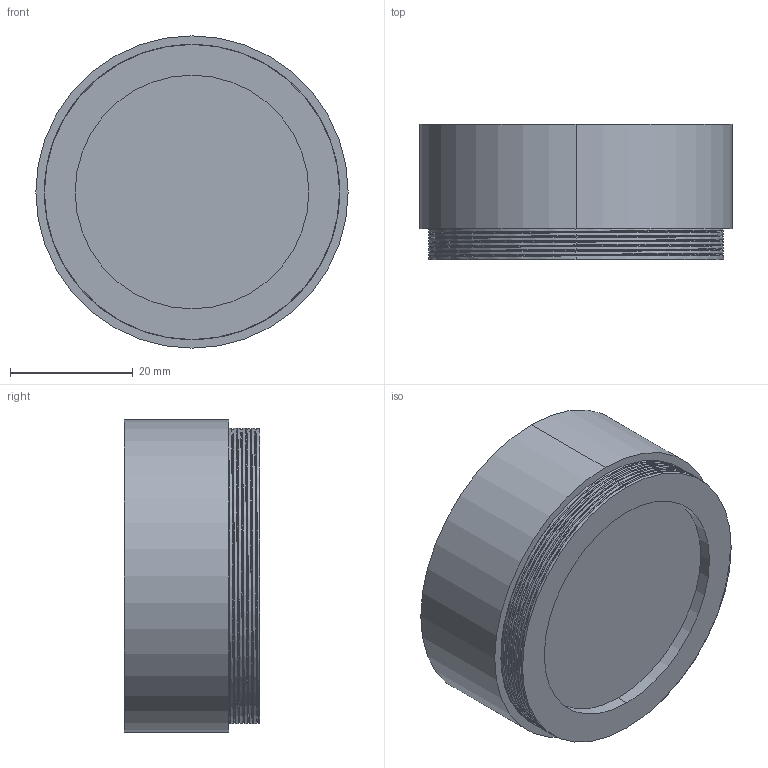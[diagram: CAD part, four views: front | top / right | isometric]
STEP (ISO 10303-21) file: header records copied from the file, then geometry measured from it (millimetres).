
FILE_DESCRIPTION (( 'STEP AP203' ), '1' );
FILE_NAME ('APD-ML40-063-VIS-A.STEP', '2023-11-21T13:30:40', ( '' ), ( '' ), 'SwSTEP 2.0', 'SolidWorks 2023', '' );
FILE_SCHEMA (( 'CONFIG_CONTROL_DESIGN' ));
Length unit declared in the file: millimetre
Products named in the file (1): APD-ML40-063-VIS-A
Bounding box: 50.8 x 22 x 50.8 mm (x, y, z)
Volume: 11884.2 mm3; surface area: 11128.5 mm2
Topology: 1 solids, 1 shells, 82 faces, 219 edges, 144 vertices
Faces by surface type: cylinder 60, plane 12, bspline 10
Entity records: 7085 total; most frequent: CARTESIAN_POINT 5321, ORIENTED_EDGE 438, DIRECTION 264, EDGE_CURVE 219, VERTEX_POINT 144, AXIS2_PLACEMENT_3D 96, EDGE_LOOP 87, ADVANCED_FACE 82
